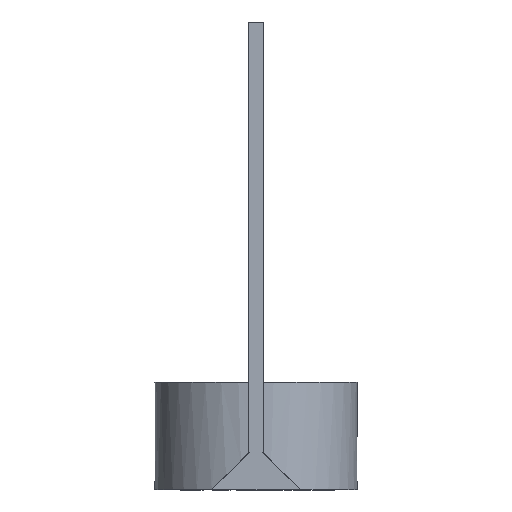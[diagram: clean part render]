
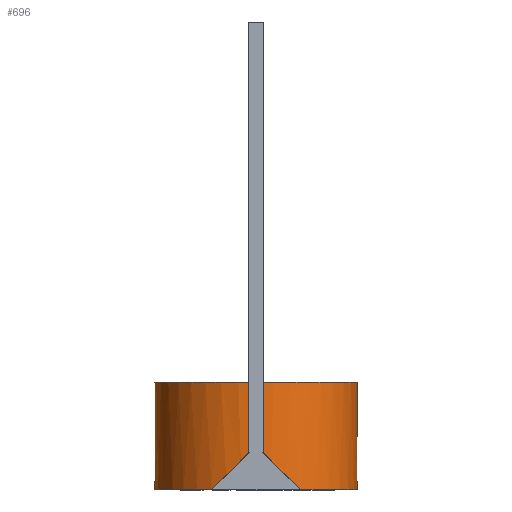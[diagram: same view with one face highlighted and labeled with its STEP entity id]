
A CAD part, left-side view. The second image highlights one B-rep face of the part: STEP entity #696.
In plain terms, the highlighted cylindrical face has radius 8 mm (diameter 16 mm), a full revolution.
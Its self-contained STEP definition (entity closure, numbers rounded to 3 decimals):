
#15=ELLIPSE('',#750,11.314,8.);
#16=ELLIPSE('',#754,11.314,8.);
#17=ELLIPSE('',#755,11.314,8.);
#18=ELLIPSE('',#757,11.314,8.);
#75=FACE_OUTER_BOUND('',#113,.T.);
#113=EDGE_LOOP('',(#610,#611,#612,#613,#614,#615,#616,#617,#618));
#155=CIRCLE('',#734,8.);
#156=CIRCLE('',#753,8.);
#157=CIRCLE('',#756,8.);
#212=LINE('',#2709,#271);
#271=VECTOR('',#894,8.);
#308=VERTEX_POINT('',#2617);
#336=VERTEX_POINT('',#2699);
#337=VERTEX_POINT('',#2701);
#339=VERTEX_POINT('',#2710);
#340=VERTEX_POINT('',#2712);
#341=VERTEX_POINT('',#2714);
#342=VERTEX_POINT('',#2716);
#391=EDGE_CURVE('',#308,#308,#155,.T.);
#431=EDGE_CURVE('',#336,#337,#15,.T.);
#435=EDGE_CURVE('',#308,#337,#212,.T.);
#436=EDGE_CURVE('',#336,#339,#156,.T.);
#437=EDGE_CURVE('',#340,#339,#16,.T.);
#438=EDGE_CURVE('',#341,#340,#17,.T.);
#439=EDGE_CURVE('',#341,#342,#157,.T.);
#440=EDGE_CURVE('',#337,#342,#18,.T.);
#610=ORIENTED_EDGE('',*,*,#391,.F.);
#611=ORIENTED_EDGE('',*,*,#435,.T.);
#612=ORIENTED_EDGE('',*,*,#431,.F.);
#613=ORIENTED_EDGE('',*,*,#436,.T.);
#614=ORIENTED_EDGE('',*,*,#437,.F.);
#615=ORIENTED_EDGE('',*,*,#438,.F.);
#616=ORIENTED_EDGE('',*,*,#439,.T.);
#617=ORIENTED_EDGE('',*,*,#440,.F.);
#618=ORIENTED_EDGE('',*,*,#435,.F.);
#663=CYLINDRICAL_SURFACE('',#752,8.);
#696=ADVANCED_FACE('',(#75),#663,.T.);
#734=AXIS2_PLACEMENT_3D('',#2618,#814,#815);
#750=AXIS2_PLACEMENT_3D('',#2702,#885,#886);
#752=AXIS2_PLACEMENT_3D('',#2708,#892,#893);
#753=AXIS2_PLACEMENT_3D('',#2711,#895,#896);
#754=AXIS2_PLACEMENT_3D('',#2713,#897,#898);
#755=AXIS2_PLACEMENT_3D('',#2715,#899,#900);
#756=AXIS2_PLACEMENT_3D('',#2717,#901,#902);
#757=AXIS2_PLACEMENT_3D('',#2718,#903,#904);
#814=DIRECTION('center_axis',(0.,0.,1.));
#815=DIRECTION('ref_axis',(1.,0.,0.));
#885=DIRECTION('center_axis',(0.,0.707,-0.707));
#886=DIRECTION('ref_axis',(0.,0.707,0.707));
#892=DIRECTION('center_axis',(0.,0.,1.));
#893=DIRECTION('ref_axis',(1.,0.,0.));
#894=DIRECTION('',(0.,0.,-1.));
#895=DIRECTION('center_axis',(0.,0.,1.));
#896=DIRECTION('ref_axis',(1.,0.,0.));
#897=DIRECTION('center_axis',(0.,0.707,-0.707));
#898=DIRECTION('ref_axis',(0.,0.707,0.707));
#899=DIRECTION('center_axis',(0.,-0.707,-0.707));
#900=DIRECTION('ref_axis',(0.,0.707,-0.707));
#901=DIRECTION('center_axis',(0.,0.,1.));
#902=DIRECTION('ref_axis',(1.,0.,0.));
#903=DIRECTION('center_axis',(0.,-0.707,-0.707));
#904=DIRECTION('ref_axis',(0.,0.707,-0.707));
#2617=CARTESIAN_POINT('',(-8.,0.,8.5));
#2618=CARTESIAN_POINT('Origin',(0.,0.,8.5));
#2699=CARTESIAN_POINT('',(-7.194,-3.5,0.));
#2701=CARTESIAN_POINT('',(-8.,0.,3.5));
#2702=CARTESIAN_POINT('Origin',(0.,0.,3.5));
#2708=CARTESIAN_POINT('Origin',(0.,0.,0.));
#2709=CARTESIAN_POINT('',(-8.,0.,0.));
#2710=CARTESIAN_POINT('',(7.194,-3.5,0.));
#2711=CARTESIAN_POINT('Origin',(0.,0.,0.));
#2712=CARTESIAN_POINT('',(8.,0.,3.5));
#2713=CARTESIAN_POINT('Origin',(0.,0.,3.5));
#2714=CARTESIAN_POINT('',(7.194,3.5,0.));
#2715=CARTESIAN_POINT('Origin',(0.,0.,3.5));
#2716=CARTESIAN_POINT('',(-7.194,3.5,0.));
#2717=CARTESIAN_POINT('Origin',(0.,0.,0.));
#2718=CARTESIAN_POINT('Origin',(0.,0.,3.5));
